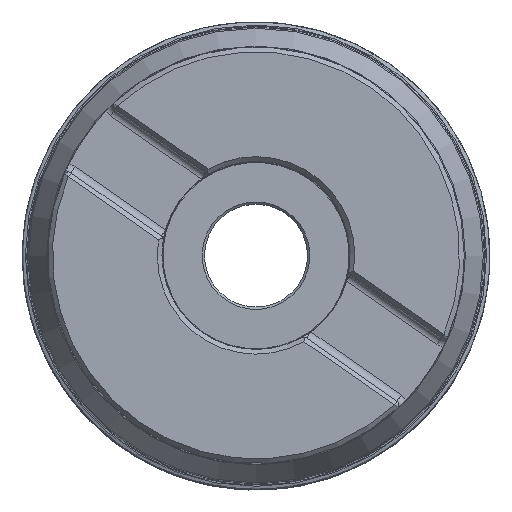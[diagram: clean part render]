
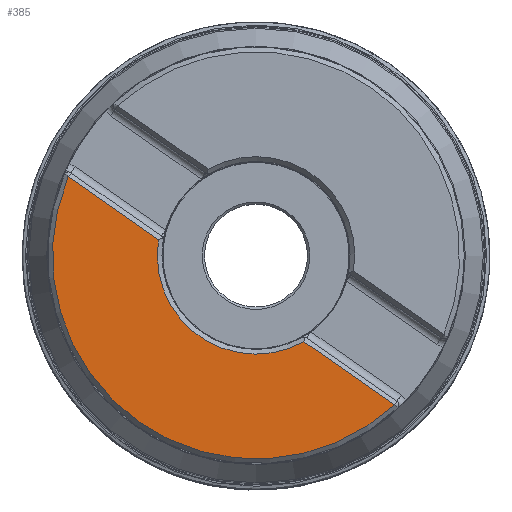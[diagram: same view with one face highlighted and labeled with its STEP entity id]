
A CAD part, top view. The second image highlights one B-rep face of the part: STEP entity #385.
In plain terms, the highlighted planar face has unit normal (0, 0, 1).
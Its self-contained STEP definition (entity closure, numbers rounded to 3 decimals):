
#385=ADVANCED_FACE('',(#507),#489,.T.);
#489=PLANE('',#1538);
#507=FACE_OUTER_BOUND('',#549,.T.);
#549=EDGE_LOOP('',(#822,#823,#824,#825));
#719=CIRCLE('',#1533,43.5);
#721=CIRCLE('',#1537,21.099);
#822=ORIENTED_EDGE('',*,*,#1298,.F.);
#823=ORIENTED_EDGE('',*,*,#1299,.T.);
#824=ORIENTED_EDGE('',*,*,#1300,.F.);
#825=ORIENTED_EDGE('',*,*,#1292,.T.);
#1156=VERTEX_POINT('',#2129);
#1161=VERTEX_POINT('',#2177);
#1166=VERTEX_POINT('',#2233);
#1167=VERTEX_POINT('',#2235);
#1292=EDGE_CURVE('',#1156,#1161,#719,.T.);
#1298=EDGE_CURVE('',#1166,#1161,#1458,.T.);
#1299=EDGE_CURVE('',#1166,#1167,#721,.T.);
#1300=EDGE_CURVE('',#1156,#1167,#1459,.T.);
#1458=LINE('',#2232,#1494);
#1459=LINE('',#2236,#1495);
#1494=VECTOR('',#1721,1.);
#1495=VECTOR('',#1724,1.);
#1533=AXIS2_PLACEMENT_3D('',#2178,#1713,#1714);
#1537=AXIS2_PLACEMENT_3D('',#2234,#1722,#1723);
#1538=AXIS2_PLACEMENT_3D('',#2237,#1725,#1726);
#1713=DIRECTION('',(0.,0.,1.));
#1714=DIRECTION('',(1.,0.,0.));
#1721=DIRECTION('',(0.819,-0.574,0.));
#1722=DIRECTION('',(0.,0.,-1.));
#1723=DIRECTION('',(-0.574,-0.819,0.));
#1724=DIRECTION('',(0.819,-0.574,0.));
#1725=DIRECTION('',(0.,0.,1.));
#1726=DIRECTION('',(1.,0.,0.));
#2129=CARTESIAN_POINT('',(-40.115,16.824,0.));
#2177=CARTESIAN_POINT('',(29.53,-31.941,0.));
#2178=CARTESIAN_POINT('',(0.,0.,0.));
#2232=CARTESIAN_POINT('',(29.548,-31.955,0.));
#2233=CARTESIAN_POINT('',(10.25,-18.442,0.));
#2234=CARTESIAN_POINT('',(0.,0.,0.));
#2235=CARTESIAN_POINT('',(-20.835,3.324,0.));
#2236=CARTESIAN_POINT('',(29.548,-31.955,0.));
#2237=CARTESIAN_POINT('',(0.,0.,0.));
